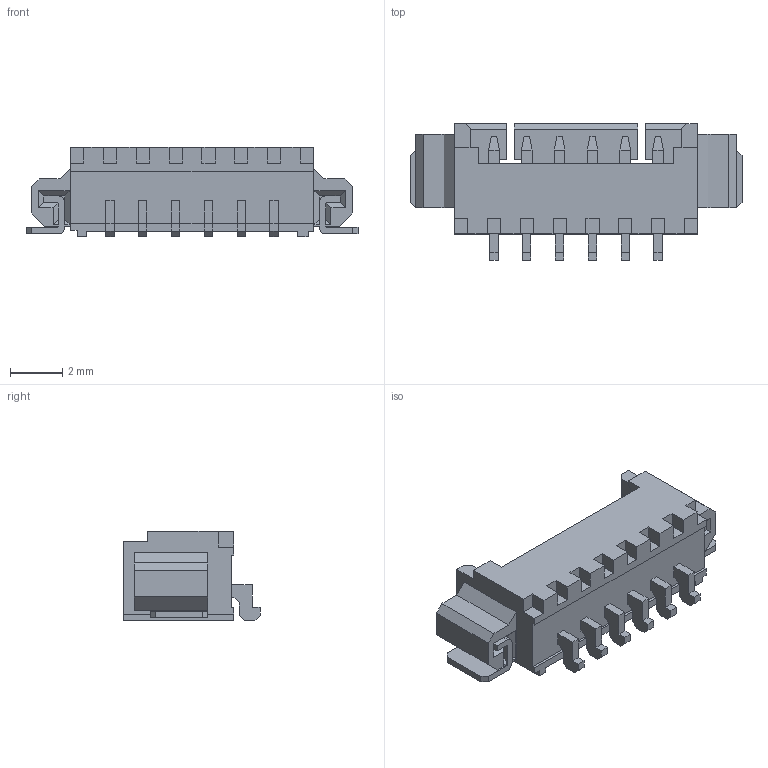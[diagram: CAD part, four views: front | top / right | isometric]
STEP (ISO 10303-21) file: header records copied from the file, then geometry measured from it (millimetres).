
FILE_DESCRIPTION(('STEP AP214'),'1');
FILE_NAME('53261-0671.stp','2017-04-25T14:50:49',('TraceParts'),('TraceParts S.A.'),'Spatial InterOp 3D',' ',' ');
FILE_SCHEMA(('automotive_design'));
Length unit declared in the file: millimetre
Products named in the file (2): 53261-0671_1; 1
Bounding box: 12.65 x 5.2 x 3.4 mm (x, y, z)
Volume: 77.5 mm3; surface area: 303.2 mm2
Topology: 1 solids, 1 shells, 288 faces, 809 edges, 578 vertices
Faces by surface type: plane 280, cylinder 8
Entity records: 9058 total; most frequent: CARTESIAN_POINT 1611, ORIENTED_EDGE 1540, DIRECTION 1399, LINE 791, VECTOR 791, EDGE_CURVE 770, VERTEX_POINT 500, AXIS2_PLACEMENT_3D 304
